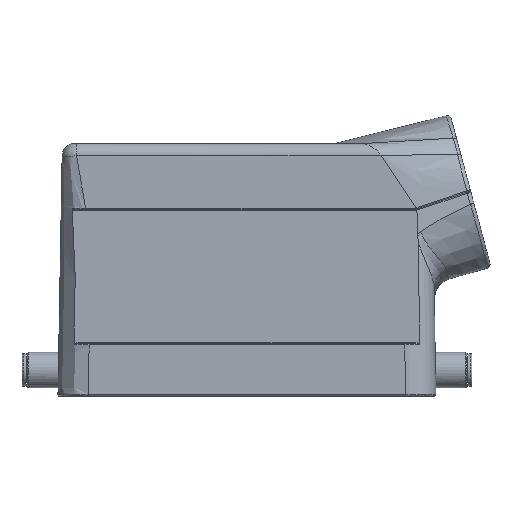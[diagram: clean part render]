
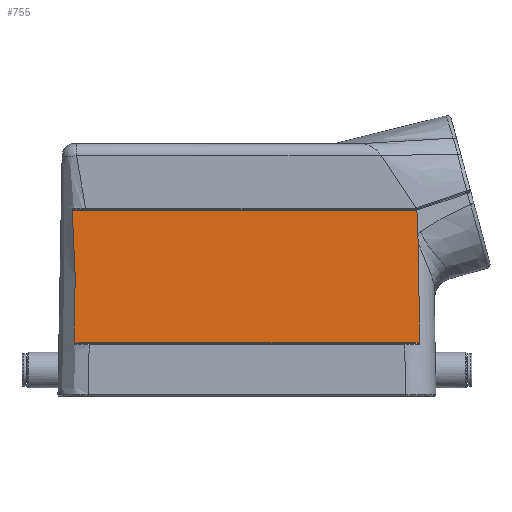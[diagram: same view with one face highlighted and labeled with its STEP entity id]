
A CAD part, left-side view. The second image highlights one B-rep face of the part: STEP entity #755.
In plain terms, the highlighted planar face has unit normal (-1, 0, 0.018).
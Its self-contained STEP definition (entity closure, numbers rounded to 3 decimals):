
#358=B_SPLINE_CURVE_WITH_KNOTS('',3,(#6038,#6039,#6040,#6041,#6042,#6043,
#6044,#6045),.UNSPECIFIED.,.F.,.F.,(4,2,2,4),(0.,0.25,0.5,
1.),.UNSPECIFIED.);
#359=B_SPLINE_CURVE_WITH_KNOTS('',3,(#6047,#6048,#6049,#6050,#6051,#6052,
#6053,#6054),.UNSPECIFIED.,.F.,.F.,(4,2,2,4),(0.,0.5,0.75,
1.),.UNSPECIFIED.);
#360=B_SPLINE_CURVE_WITH_KNOTS('',3,(#6056,#6057,#6058,#6059),
 .UNSPECIFIED.,.F.,.F.,(4,4),(0.,1.),.UNSPECIFIED.);
#361=B_SPLINE_CURVE_WITH_KNOTS('',3,(#6060,#6061,#6062,#6063),
 .UNSPECIFIED.,.F.,.F.,(4,4),(0.,1.),.UNSPECIFIED.);
#362=B_SPLINE_CURVE_WITH_KNOTS('',3,(#6071,#6072,#6073,#6074),
 .UNSPECIFIED.,.F.,.F.,(4,4),(0.,1.),.UNSPECIFIED.);
#363=B_SPLINE_CURVE_WITH_KNOTS('',3,(#6076,#6077,#6078,#6079),
 .UNSPECIFIED.,.F.,.F.,(4,4),(0.,1.),.UNSPECIFIED.);
#755=ADVANCED_FACE('',(#1098),#1011,.T.);
#1011=PLANE('',#4414);
#1098=FACE_OUTER_BOUND('',#1328,.T.);
#1328=EDGE_LOOP('',(#1753,#1754,#1755,#1756,#1757,#1758,#1759,#1760,#1761,
#1762,#1763));
#1753=ORIENTED_EDGE('',*,*,#3384,.F.);
#1754=ORIENTED_EDGE('',*,*,#3396,.F.);
#1755=ORIENTED_EDGE('',*,*,#3397,.F.);
#1756=ORIENTED_EDGE('',*,*,#3398,.T.);
#1757=ORIENTED_EDGE('',*,*,#3390,.T.);
#1758=ORIENTED_EDGE('',*,*,#3399,.T.);
#1759=ORIENTED_EDGE('',*,*,#3400,.F.);
#1760=ORIENTED_EDGE('',*,*,#3401,.T.);
#1761=ORIENTED_EDGE('',*,*,#3402,.T.);
#1762=ORIENTED_EDGE('',*,*,#3403,.F.);
#1763=ORIENTED_EDGE('',*,*,#3404,.F.);
#2977=VERTEX_POINT('',#5997);
#2978=VERTEX_POINT('',#5999);
#2983=VERTEX_POINT('',#6021);
#2984=VERTEX_POINT('',#6022);
#2987=VERTEX_POINT('',#6046);
#2988=VERTEX_POINT('',#6055);
#2989=VERTEX_POINT('',#6064);
#2990=VERTEX_POINT('',#6066);
#2991=VERTEX_POINT('',#6068);
#2992=VERTEX_POINT('',#6070);
#2993=VERTEX_POINT('',#6075);
#3384=EDGE_CURVE('',#2977,#2978,#3968,.T.);
#3390=EDGE_CURVE('',#2983,#2984,#3971,.T.);
#3396=EDGE_CURVE('',#2987,#2977,#358,.T.);
#3397=EDGE_CURVE('',#2988,#2987,#359,.T.);
#3398=EDGE_CURVE('',#2988,#2983,#360,.T.);
#3399=EDGE_CURVE('',#2984,#2989,#361,.T.);
#3400=EDGE_CURVE('',#2990,#2989,#3973,.T.);
#3401=EDGE_CURVE('',#2990,#2991,#3974,.T.);
#3402=EDGE_CURVE('',#2991,#2992,#3975,.T.);
#3403=EDGE_CURVE('',#2993,#2992,#362,.T.);
#3404=EDGE_CURVE('',#2978,#2993,#363,.T.);
#3968=LINE('',#5998,#4188);
#3971=LINE('',#6020,#4191);
#3973=LINE('',#6065,#4193);
#3974=LINE('',#6067,#4194);
#3975=LINE('',#6069,#4195);
#4188=VECTOR('',#4794,1.);
#4191=VECTOR('',#4801,1.);
#4193=VECTOR('',#4811,1.);
#4194=VECTOR('',#4812,1.);
#4195=VECTOR('',#4813,1.);
#4414=AXIS2_PLACEMENT_3D('',#6080,#4814,#4815);
#4794=DIRECTION('',(0.,-1.,0.));
#4801=DIRECTION('',(0.,-1.,0.));
#4811=DIRECTION('',(-0.017,-0.017,-1.));
#4812=DIRECTION('',(0.017,0.017,1.));
#4813=DIRECTION('',(0.017,0.116,0.993));
#4814=DIRECTION('',(-1.,0.,0.017));
#4815=DIRECTION('',(0.017,0.,1.));
#5997=CARTESIAN_POINT('',(-19.699,41.989,73.495));
#5998=CARTESIAN_POINT('',(-19.699,69.989,73.495));
#5999=CARTESIAN_POINT('',(-19.699,-41.175,73.495));
#6020=CARTESIAN_POINT('',(-20.268,69.426,40.895));
#6021=CARTESIAN_POINT('',(-20.268,41.426,40.895));
#6022=CARTESIAN_POINT('',(-20.268,-41.426,40.895));
#6038=CARTESIAN_POINT('',(-19.693,43.217,73.839));
#6039=CARTESIAN_POINT('',(-19.693,43.183,73.804));
#6040=CARTESIAN_POINT('',(-19.694,43.113,73.743));
#6041=CARTESIAN_POINT('',(-19.696,42.943,73.648));
#6042=CARTESIAN_POINT('',(-19.697,42.861,73.617));
#6043=CARTESIAN_POINT('',(-19.698,42.569,73.53));
#6044=CARTESIAN_POINT('',(-19.699,42.307,73.495));
#6045=CARTESIAN_POINT('',(-19.699,41.989,73.495));
#6046=CARTESIAN_POINT('',(-19.693,43.217,73.839));
#6047=CARTESIAN_POINT('',(-20.274,42.768,40.52));
#6048=CARTESIAN_POINT('',(-20.177,42.671,46.079));
#6049=CARTESIAN_POINT('',(-20.08,42.575,51.639));
#6050=CARTESIAN_POINT('',(-19.935,42.427,59.979));
#6051=CARTESIAN_POINT('',(-19.886,42.434,62.76));
#6052=CARTESIAN_POINT('',(-19.789,42.712,68.307));
#6053=CARTESIAN_POINT('',(-19.741,42.944,71.074));
#6054=CARTESIAN_POINT('',(-19.693,43.217,73.839));
#6055=CARTESIAN_POINT('',(-20.274,42.768,40.52));
#6056=CARTESIAN_POINT('',(-20.274,42.768,40.52));
#6057=CARTESIAN_POINT('',(-20.27,42.582,40.748));
#6058=CARTESIAN_POINT('',(-20.268,42.123,40.895));
#6059=CARTESIAN_POINT('',(-20.268,41.426,40.895));
#6060=CARTESIAN_POINT('',(-20.268,-41.426,40.895));
#6061=CARTESIAN_POINT('',(-20.268,-42.184,40.895));
#6062=CARTESIAN_POINT('',(-20.27,-42.581,40.749));
#6063=CARTESIAN_POINT('',(-20.274,-42.768,40.52));
#6064=CARTESIAN_POINT('',(-20.274,-42.768,40.52));
#6065=CARTESIAN_POINT('',(-19.836,-42.329,65.632));
#6066=CARTESIAN_POINT('',(-19.836,-42.329,65.632));
#6067=CARTESIAN_POINT('',(-19.836,-42.329,65.632));
#6068=CARTESIAN_POINT('',(-19.732,-42.225,71.593));
#6069=CARTESIAN_POINT('',(-19.732,-42.225,71.593));
#6070=CARTESIAN_POINT('',(-19.696,-41.986,73.643));
#6071=CARTESIAN_POINT('',(-19.697,-41.903,73.613));
#6072=CARTESIAN_POINT('',(-19.697,-41.931,73.623));
#6073=CARTESIAN_POINT('',(-19.696,-41.958,73.633));
#6074=CARTESIAN_POINT('',(-19.696,-41.986,73.643));
#6075=CARTESIAN_POINT('',(-19.697,-41.903,73.613));
#6076=CARTESIAN_POINT('',(-19.699,-41.175,73.495));
#6077=CARTESIAN_POINT('',(-19.699,-41.422,73.495));
#6078=CARTESIAN_POINT('',(-19.698,-41.669,73.535));
#6079=CARTESIAN_POINT('',(-19.697,-41.903,73.613));
#6080=CARTESIAN_POINT('',(-20.5,-20.367,27.583));
